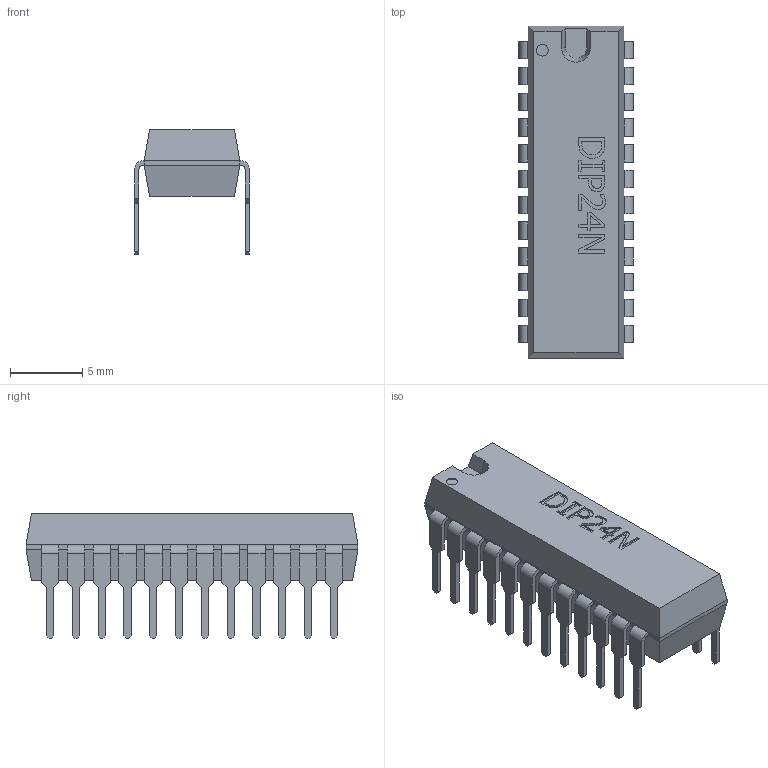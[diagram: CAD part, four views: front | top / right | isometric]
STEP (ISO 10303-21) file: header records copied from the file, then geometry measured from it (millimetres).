
FILE_DESCRIPTION(/* description */ (''),/* implementation_level */ '2;1');
FILE_NAME(/* name */ 'DIP24_1.stp',/* time_stamp */ '2018-09-03T08:20:58+02:00',/* author */ ('ppomaski'),/* organization */ (''),/* preprocessor_version */ 'ST-DEVELOPER v15.2',/* originating_system */ 'Autodesk Inventor 2014',/* authorisation */ '');
FILE_SCHEMA (('AUTOMOTIVE_DESIGN { 1 0 10303 214 3 1 1 }'));
Length unit declared in the file: millimetre
Products named in the file (3): DIP24_1_1; DIP24_1_2; DIP24_1
Bounding box: 7.92 x 22.9 x 8.6 mm (x, y, z)
Volume: 682.6 mm3; surface area: 899.7 mm2
Topology: 25 solids, 25 shells, 496 faces, 1300 edges, 864 vertices
Faces by surface type: plane 419, cylinder 49, bspline 27, cone 1
Full cylindrical faces by diameter (mm): 0.8 x1
Entity records: 4271 total; most frequent: CARTESIAN_POINT 1060, ORIENTED_EDGE 666, DIRECTION 545, EDGE_CURVE 333, LINE 271, VECTOR 271, VERTEX_POINT 220, EDGE_LOOP 139
